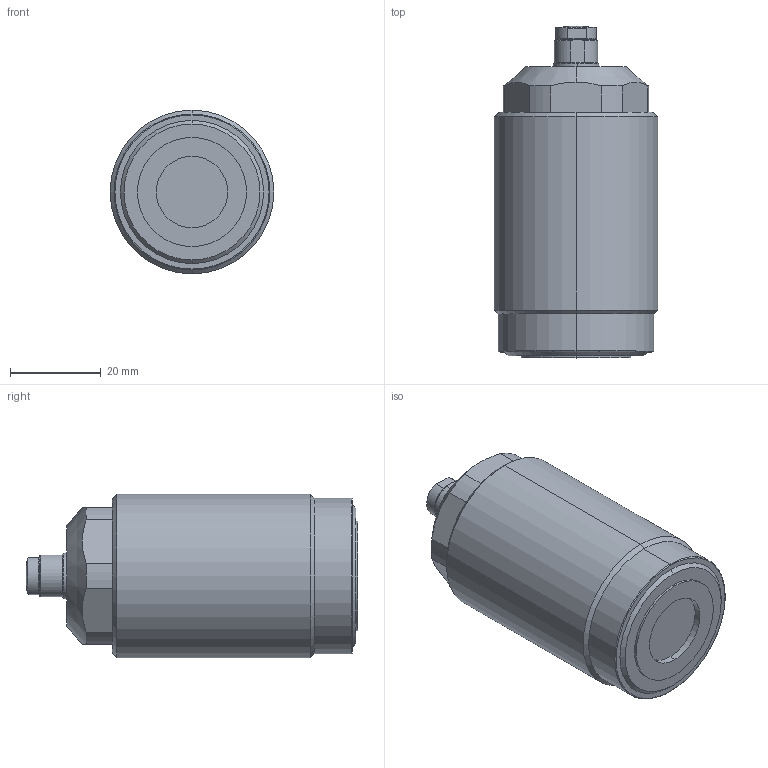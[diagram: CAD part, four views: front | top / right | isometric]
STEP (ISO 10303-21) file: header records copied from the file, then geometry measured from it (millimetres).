
FILE_DESCRIPTION (( 'STEP AP203' ), '1' );
FILE_NAME ('HSW-36BL-S.STEP', '2023-02-15T03:23:03', ( '微软用户' ), ( '微软中国' ), 'SwSTEP 2.0', 'SolidWorks 2012', '' );
FILE_SCHEMA (( 'CONFIG_CONTROL_DESIGN' ));
Length unit declared in the file: millimetre
Products named in the file (4): HSW-36BL-埴芛蹟邡; HSW-36BL-S活塞杆; HSW-36BL-S; HSW-36BL-S掛极
Assembly tree (3 placements, depth 2):
  HSW-36BL-S
    HSW-36BL-S掛极
    HSW-36BL-S活塞杆
    HSW-36BL-埴芛蹟邡
Bounding box: 36 x 73 x 36 mm (x, y, z)
Volume: 60709.7 mm3; surface area: 10463.3 mm2
Topology: 3 solids, 3 shells, 83 faces, 180 edges, 113 vertices
Faces by surface type: cylinder 30, plane 27, cone 20, torus 4, sphere 2
Entity records: 2770 total; most frequent: CARTESIAN_POINT 498, DIRECTION 432, ORIENTED_EDGE 360, AXIS2_PLACEMENT_3D 183, EDGE_CURVE 180, VERTEX_POINT 113, CIRCLE 94, EDGE_LOOP 93
